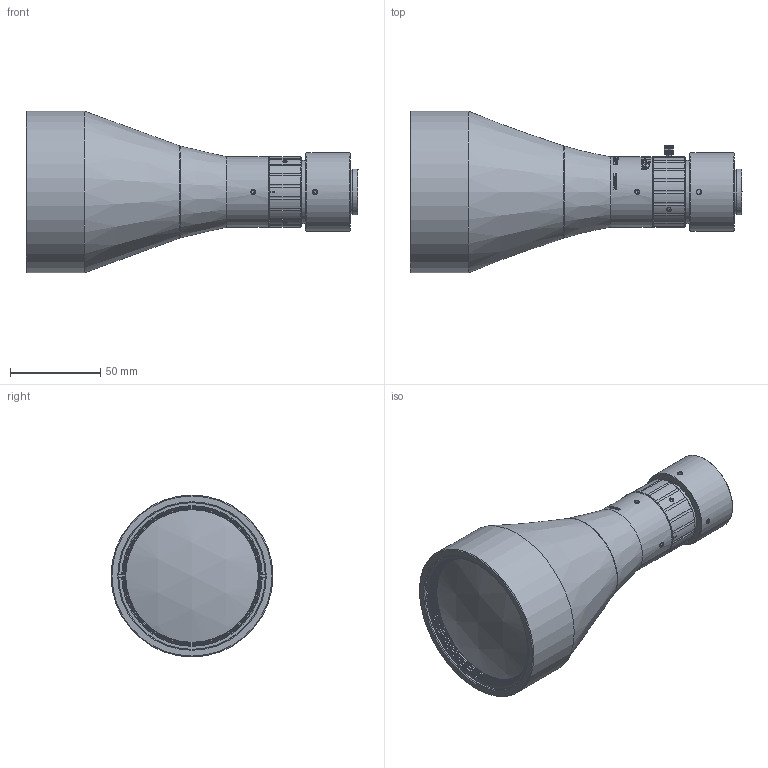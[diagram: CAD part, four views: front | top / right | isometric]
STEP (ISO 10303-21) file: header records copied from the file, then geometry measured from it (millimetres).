
FILE_DESCRIPTION( ('This file contains a STEP AP42 implementation' ,'as created by ZW3D STEP Interface translator.') ,'2;1' );
FILE_NAME( 'TL0345220C3_俋倛3D.stp' ,'24 923.165313', (''), ('ZWCAD Software Co.'), 'Version 1.0', 'ZW3D to STEP translator', '' );
FILE_SCHEMA(('AUTOMOTIVE_DESIGN { 1 0 10303 214 1 1 1 1 }'));
Length unit declared in the file: millimetre
Products named in the file (1): 0
Bounding box: 184.26 x 89.8 x 89.8 mm (x, y, z)
Volume: 520357.3 mm3; surface area: 49177 mm2
Topology: 1 solids, 2 shells, 991 faces, 2578 edges, 1677 vertices
Faces by surface type: plane 449, bspline 281, cylinder 156, cone 102, sphere 3
Full cylindrical faces by diameter (mm): 2.1 x2, 2.5 x4, 2.6 x4, 21.6 x1, 23.4 x1, 24 x1, 25.4 x1, 28 x1, 29 x1, 32.6 x1, 33 x1, 35 x1, 35.5 x1, 39 x1, 43.6 x1, 73.6 x1, 74.1 x1, 74.6 x1, 75.1 x1, 75.6 x1, 76.1 x1, 76.6 x1, 81.4 x1, 89.8 x1
Entity records: 39688 total; most frequent: CARTESIAN_POINT 16738, ORIENTED_EDGE 5134, DIRECTION 3486, EDGE_CURVE 2566, VERTEX_POINT 1677, AXIS2_PLACEMENT_3D 1248, EDGE_LOOP 1091, B_SPLINE_CURVE_WITH_KNOTS 1033
